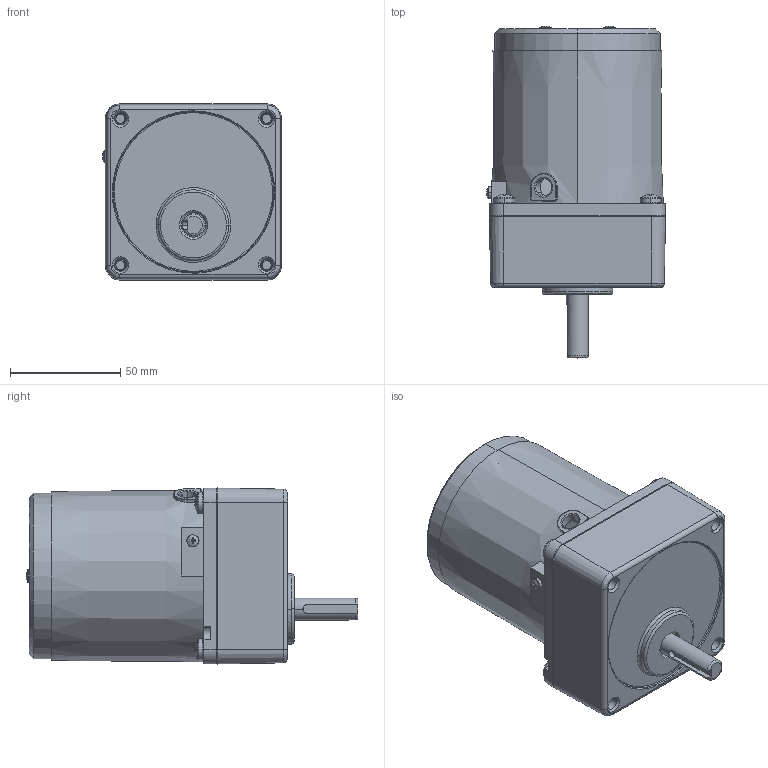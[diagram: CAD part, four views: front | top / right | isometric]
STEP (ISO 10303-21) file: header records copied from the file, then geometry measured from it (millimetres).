
FILE_DESCRIPTION (( 'STEP AP203' ), '1' );
FILE_NAME ('4rk25gn-c-4gn3k-18k.STEP', '2015-12-10T05:44:11', ( '微软用户' ), ( '微软中国' ), 'SwSTEP 2.0', 'SolidWorks 2009', '' );
FILE_SCHEMA (( 'CONFIG_CONTROL_DESIGN' ));
Length unit declared in the file: millimetre
Products named in the file (13): PRT0173; 4RK25GN-C-4GN3K-18K_ASM_1_AF0_A_ASM; PRT0166; PRT0136_AF0; 4rk25gn-c-4gn3k-18k; PRT0174; ASM0029_ASM; PRT0171; PRT0170; PRT0168; PRT0167; PRT0172; PRT0169
Assembly tree (12 placements, depth 4):
  4rk25gn-c-4gn3k-18k
    PRT0174
    ASM0029_ASM
      4RK25GN-C-4GN3K-18K_ASM_1_AF0_A_ASM
        PRT0136_AF0
      PRT0170
      PRT0173
      PRT0172
      PRT0168
      PRT0171
      PRT0167
      PRT0169
      PRT0166
Bounding box: 81.32 x 150.85 x 80 mm (x, y, z)
Volume: 326839.8 mm3; surface area: 88629 mm2
Topology: 10 solids, 18 shells, 1319 faces, 2856 edges, 1572 vertices
Faces by surface type: cone 668, cylinder 363, plane 212, bspline 76
Entity records: 38813 total; most frequent: CARTESIAN_POINT 9094, DIRECTION 6398, ORIENTED_EDGE 5638, EDGE_CURVE 2819, AXIS2_PLACEMENT_3D 2572, VERTEX_POINT 1572, EDGE_LOOP 1377, FACE_OUTER_BOUND 1319
